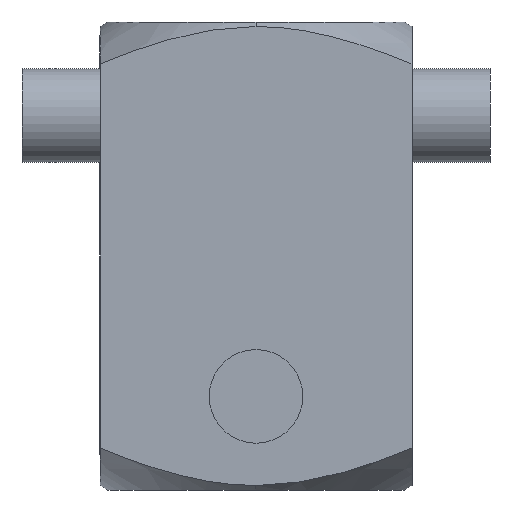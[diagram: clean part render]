
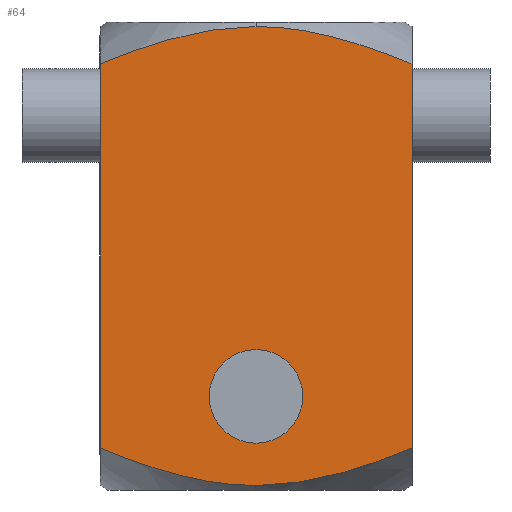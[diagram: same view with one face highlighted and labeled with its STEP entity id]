
A CAD part, left-side view. The second image highlights one B-rep face of the part: STEP entity #64.
In plain terms, the highlighted planar face has unit normal (-1, 0, 0).
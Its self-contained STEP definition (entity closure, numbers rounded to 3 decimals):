
#20 = B_SPLINE_CURVE_WITH_KNOTS ( 'NONE', 3,
 ( #465, #228, #580, #287, #352, #527 ),
 .UNSPECIFIED., .F., .F.,
 ( 4, 2, 4 ),
 ( 0.012, 0.015, 0.017 ),
 .UNSPECIFIED. ) ;
#52 = AXIS2_PLACEMENT_3D ( 'NONE', #450, #677, #66 ) ;
#54 = ORIENTED_EDGE ( 'NONE', *, *, #360, .F. ) ;
#60 = CARTESIAN_POINT ( 'NONE',  ( -5., 0., 14.856 ) ) ;
#63 = CARTESIAN_POINT ( 'NONE',  ( -5., 5., 1.34 ) ) ;
#64 = ADVANCED_FACE ( 'NONE', ( #368, #490 ), #190, .F. ) ;
#66 = DIRECTION ( 'NONE',  ( 0., 0., -1. ) ) ;
#73 = CARTESIAN_POINT ( 'NONE',  ( -5., 3.389, 0.719 ) ) ;
#75 = EDGE_LOOP ( 'NONE', ( #518, #649 ) ) ;
#97 = EDGE_CURVE ( 'NONE', #699, #674, #99, .T. ) ;
#99 = LINE ( 'NONE', #469, #353 ) ;
#113 = EDGE_CURVE ( 'NONE', #674, #139, #20, .T. ) ;
#118 = CARTESIAN_POINT ( 'NONE',  ( -5., 2.144, 0.391 ) ) ;
#124 = B_SPLINE_CURVE_WITH_KNOTS ( 'NONE', 3,
 ( #742, #345, #581, #341, #688, #159 ),
 .UNSPECIFIED., .F., .F.,
 ( 4, 2, 4 ),
 ( 0.012, 0.015, 0.017 ),
 .UNSPECIFIED. ) ;
#129 = CARTESIAN_POINT ( 'NONE',  ( -5., -5., 13.66 ) ) ;
#139 = VERTEX_POINT ( 'NONE', #460 ) ;
#159 = CARTESIAN_POINT ( 'NONE',  ( -5., 0., 14.856 ) ) ;
#160 = EDGE_CURVE ( 'NONE', #694, #539, #451, .T. ) ;
#178 = VERTEX_POINT ( 'NONE', #330 ) ;
#186 = CARTESIAN_POINT ( 'NONE',  ( -5., 1.724, 0.302 ) ) ;
#189 = CIRCLE ( 'NONE', #216, 1.5 ) ;
#190 = PLANE ( 'NONE',  #52 ) ;
#194 = DIRECTION ( 'NONE',  ( 0., 0., -1. ) ) ;
#202 = LINE ( 'NONE', #671, #726 ) ;
#208 = VERTEX_POINT ( 'NONE', #324 ) ;
#216 = AXIS2_PLACEMENT_3D ( 'NONE', #491, #482, #652 ) ;
#228 = CARTESIAN_POINT ( 'NONE',  ( -5., -4.201, 1.014 ) ) ;
#237 = CARTESIAN_POINT ( 'NONE',  ( -5., -0.431, 14.856 ) ) ;
#240 = CARTESIAN_POINT ( 'NONE',  ( -5., -5., 13.66 ) ) ;
#252 = CARTESIAN_POINT ( 'NONE',  ( -5., 4.2, 1.013 ) ) ;
#279 = CARTESIAN_POINT ( 'NONE',  ( -5., 0., 1.5 ) ) ;
#285 = DIRECTION ( 'NONE',  ( 0., 0., -1. ) ) ;
#287 = CARTESIAN_POINT ( 'NONE',  ( -5., -1.71, 0.278 ) ) ;
#292 = CARTESIAN_POINT ( 'NONE',  ( -5., 0., 3. ) ) ;
#301 = CARTESIAN_POINT ( 'NONE',  ( -5., -3.389, 14.281 ) ) ;
#324 = CARTESIAN_POINT ( 'NONE',  ( -5., 5., 13.66 ) ) ;
#326 = ORIENTED_EDGE ( 'NONE', *, *, #734, .T. ) ;
#330 = CARTESIAN_POINT ( 'NONE',  ( -5., 0., 14.856 ) ) ;
#337 = B_SPLINE_CURVE_WITH_KNOTS ( 'NONE', 3,
 ( #60, #237, #707, #550, #366, #301, #373, #129 ),
 .UNSPECIFIED., .F., .F.,
 ( 4, 2, 2, 4 ),
 ( 0.017, 0.019, 0.02, 0.023 ),
 .UNSPECIFIED. ) ;
#341 = CARTESIAN_POINT ( 'NONE',  ( -5., 1.71, 14.722 ) ) ;
#345 = CARTESIAN_POINT ( 'NONE',  ( -5., 4.201, 13.986 ) ) ;
#352 = CARTESIAN_POINT ( 'NONE',  ( -5., -0.862, 0.144 ) ) ;
#353 = VECTOR ( 'NONE', #285, 1000. ) ;
#360 = EDGE_CURVE ( 'NONE', #208, #178, #124, .T. ) ;
#366 = CARTESIAN_POINT ( 'NONE',  ( -5., -2.144, 14.609 ) ) ;
#368 = FACE_BOUND ( 'NONE', #75, .T. ) ;
#371 = ORIENTED_EDGE ( 'NONE', *, *, #628, .F. ) ;
#373 = CARTESIAN_POINT ( 'NONE',  ( -5., -4.2, 13.987 ) ) ;
#408 = EDGE_LOOP ( 'NONE', ( #739, #622, #549, #54, #326, #371 ) ) ;
#428 = VERTEX_POINT ( 'NONE', #624 ) ;
#430 = CARTESIAN_POINT ( 'NONE',  ( -5., -5., 1.34 ) ) ;
#450 = CARTESIAN_POINT ( 'NONE',  ( -5., 5., 15. ) ) ;
#451 = CIRCLE ( 'NONE', #607, 1.5 ) ;
#460 = CARTESIAN_POINT ( 'NONE',  ( -5., 0., 0.144 ) ) ;
#465 = CARTESIAN_POINT ( 'NONE',  ( -5., -5., 1.34 ) ) ;
#469 = CARTESIAN_POINT ( 'NONE',  ( -5., -5., 15. ) ) ;
#477 = CARTESIAN_POINT ( 'NONE',  ( -5., 0.869, 0.178 ) ) ;
#482 = DIRECTION ( 'NONE',  ( -1., 0., 0. ) ) ;
#487 = B_SPLINE_CURVE_WITH_KNOTS ( 'NONE', 3,
 ( #489, #703, #477, #186, #118, #73, #252, #63 ),
 .UNSPECIFIED., .F., .F.,
 ( 4, 2, 2, 4 ),
 ( 0.017, 0.019, 0.02, 0.023 ),
 .UNSPECIFIED. ) ;
#489 = CARTESIAN_POINT ( 'NONE',  ( -5., 0., 0.144 ) ) ;
#490 = FACE_OUTER_BOUND ( 'NONE', #408, .T. ) ;
#491 = CARTESIAN_POINT ( 'NONE',  ( -5., 0., 3. ) ) ;
#518 = ORIENTED_EDGE ( 'NONE', *, *, #160, .F. ) ;
#527 = CARTESIAN_POINT ( 'NONE',  ( -5., 0., 0.144 ) ) ;
#530 = DIRECTION ( 'NONE',  ( -1., 0., 0. ) ) ;
#539 = VERTEX_POINT ( 'NONE', #279 ) ;
#549 = ORIENTED_EDGE ( 'NONE', *, *, #636, .F. ) ;
#550 = CARTESIAN_POINT ( 'NONE',  ( -5., -1.724, 14.698 ) ) ;
#580 = CARTESIAN_POINT ( 'NONE',  ( -5., -3.388, 0.718 ) ) ;
#581 = CARTESIAN_POINT ( 'NONE',  ( -5., 3.388, 14.282 ) ) ;
#594 = CARTESIAN_POINT ( 'NONE',  ( -5., 0., 4.5 ) ) ;
#607 = AXIS2_PLACEMENT_3D ( 'NONE', #292, #530, #696 ) ;
#618 = EDGE_CURVE ( 'NONE', #539, #694, #189, .T. ) ;
#622 = ORIENTED_EDGE ( 'NONE', *, *, #97, .F. ) ;
#624 = CARTESIAN_POINT ( 'NONE',  ( -5., 5., 1.34 ) ) ;
#628 = EDGE_CURVE ( 'NONE', #139, #428, #487, .T. ) ;
#636 = EDGE_CURVE ( 'NONE', #178, #699, #337, .T. ) ;
#649 = ORIENTED_EDGE ( 'NONE', *, *, #618, .F. ) ;
#652 = DIRECTION ( 'NONE',  ( 0., 0., -1. ) ) ;
#671 = CARTESIAN_POINT ( 'NONE',  ( -5., 5., 15. ) ) ;
#674 = VERTEX_POINT ( 'NONE', #430 ) ;
#677 = DIRECTION ( 'NONE',  ( 1., 0., 0. ) ) ;
#688 = CARTESIAN_POINT ( 'NONE',  ( -5., 0.862, 14.856 ) ) ;
#694 = VERTEX_POINT ( 'NONE', #594 ) ;
#696 = DIRECTION ( 'NONE',  ( 0., 0., -1. ) ) ;
#699 = VERTEX_POINT ( 'NONE', #240 ) ;
#703 = CARTESIAN_POINT ( 'NONE',  ( -5., 0.431, 0.144 ) ) ;
#707 = CARTESIAN_POINT ( 'NONE',  ( -5., -0.869, 14.822 ) ) ;
#726 = VECTOR ( 'NONE', #194, 1000. ) ;
#734 = EDGE_CURVE ( 'NONE', #208, #428, #202, .T. ) ;
#739 = ORIENTED_EDGE ( 'NONE', *, *, #113, .F. ) ;
#742 = CARTESIAN_POINT ( 'NONE',  ( -5., 5., 13.66 ) ) ;
